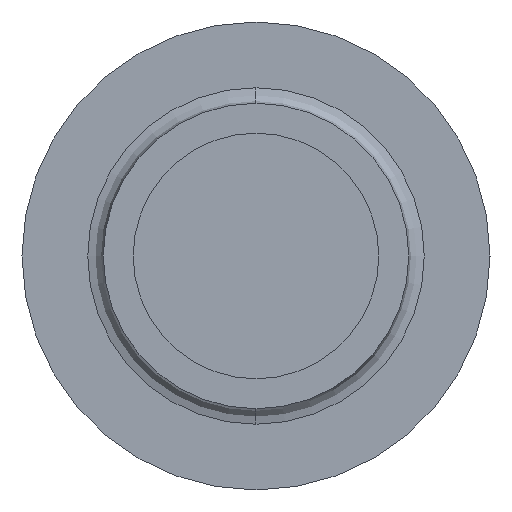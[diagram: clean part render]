
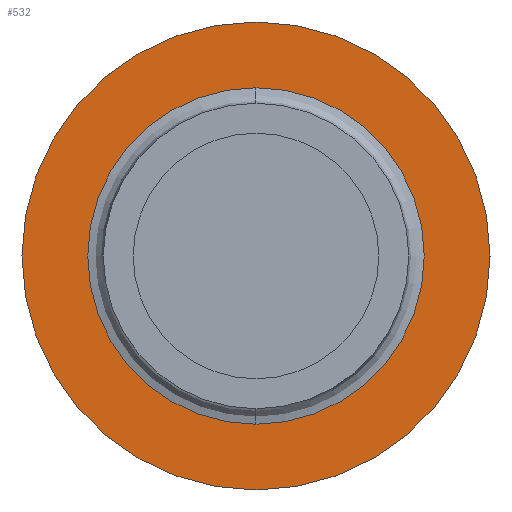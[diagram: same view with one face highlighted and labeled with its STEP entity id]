
A CAD part, left-side view. The second image highlights one B-rep face of the part: STEP entity #532.
In plain terms, the highlighted planar face has unit normal (-1, 0, 0).
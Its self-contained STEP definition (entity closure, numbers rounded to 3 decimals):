
#9 = AXIS2_PLACEMENT_3D ( 'NONE', #357, #340, #102 ) ;
#38 = AXIS2_PLACEMENT_3D ( 'NONE', #572, #569, #707 ) ;
#43 = CIRCLE ( 'NONE', #9, 4.35 ) ;
#45 = CARTESIAN_POINT ( 'NONE',  ( 13.1, 0., 0. ) ) ;
#63 = AXIS2_PLACEMENT_3D ( 'NONE', #183, #265, #651 ) ;
#94 = DIRECTION ( 'NONE',  ( 0., 0., -1. ) ) ;
#101 = AXIS2_PLACEMENT_3D ( 'NONE', #564, #482, #94 ) ;
#102 = DIRECTION ( 'NONE',  ( 0., 0., -1. ) ) ;
#128 = ORIENTED_EDGE ( 'NONE', *, *, #196, .T. ) ;
#140 = FACE_OUTER_BOUND ( 'NONE', #585, .T. ) ;
#161 = ORIENTED_EDGE ( 'NONE', *, *, #661, .T. ) ;
#183 = CARTESIAN_POINT ( 'NONE',  ( 13.1, 0., 0. ) ) ;
#196 = EDGE_CURVE ( 'NONE', #255, #400, #43, .T. ) ;
#197 = CARTESIAN_POINT ( 'NONE',  ( 13.1, 0., -4.35 ) ) ;
#255 = VERTEX_POINT ( 'NONE', #667 ) ;
#261 = ORIENTED_EDGE ( 'NONE', *, *, #320, .T. ) ;
#265 = DIRECTION ( 'NONE',  ( -1., 0., 0. ) ) ;
#320 = EDGE_CURVE ( 'NONE', #550, #362, #467, .T. ) ;
#340 = DIRECTION ( 'NONE',  ( 1., 0., 0. ) ) ;
#357 = CARTESIAN_POINT ( 'NONE',  ( 13.1, 0., 0. ) ) ;
#362 = VERTEX_POINT ( 'NONE', #430 ) ;
#400 = VERTEX_POINT ( 'NONE', #197 ) ;
#430 = CARTESIAN_POINT ( 'NONE',  ( 13.1, 0., 6.05 ) ) ;
#456 = CIRCLE ( 'NONE', #38, 4.35 ) ;
#467 = CIRCLE ( 'NONE', #640, 6.05 ) ;
#482 = DIRECTION ( 'NONE',  ( 1., 0., 0. ) ) ;
#532 = ADVANCED_FACE ( 'NONE', ( #575, #140 ), #705, .F. ) ;
#550 = VERTEX_POINT ( 'NONE', #614 ) ;
#564 = CARTESIAN_POINT ( 'NONE',  ( 13.1, 3.95, 0. ) ) ;
#569 = DIRECTION ( 'NONE',  ( 1., 0., 0. ) ) ;
#572 = CARTESIAN_POINT ( 'NONE',  ( 13.1, 0., 0. ) ) ;
#574 = DIRECTION ( 'NONE',  ( 0., 0., 1. ) ) ;
#575 = FACE_BOUND ( 'NONE', #629, .T. ) ;
#576 = EDGE_CURVE ( 'NONE', #362, #550, #594, .T. ) ;
#585 = EDGE_LOOP ( 'NONE', ( #671, #261 ) ) ;
#594 = CIRCLE ( 'NONE', #63, 6.05 ) ;
#614 = CARTESIAN_POINT ( 'NONE',  ( 13.1, 0., -6.05 ) ) ;
#629 = EDGE_LOOP ( 'NONE', ( #161, #128 ) ) ;
#640 = AXIS2_PLACEMENT_3D ( 'NONE', #45, #664, #574 ) ;
#651 = DIRECTION ( 'NONE',  ( 0., 0., 1. ) ) ;
#661 = EDGE_CURVE ( 'NONE', #400, #255, #456, .T. ) ;
#664 = DIRECTION ( 'NONE',  ( -1., 0., 0. ) ) ;
#667 = CARTESIAN_POINT ( 'NONE',  ( 13.1, 0., 4.35 ) ) ;
#671 = ORIENTED_EDGE ( 'NONE', *, *, #576, .T. ) ;
#705 = PLANE ( 'NONE',  #101 ) ;
#707 = DIRECTION ( 'NONE',  ( 0., 0., -1. ) ) ;
